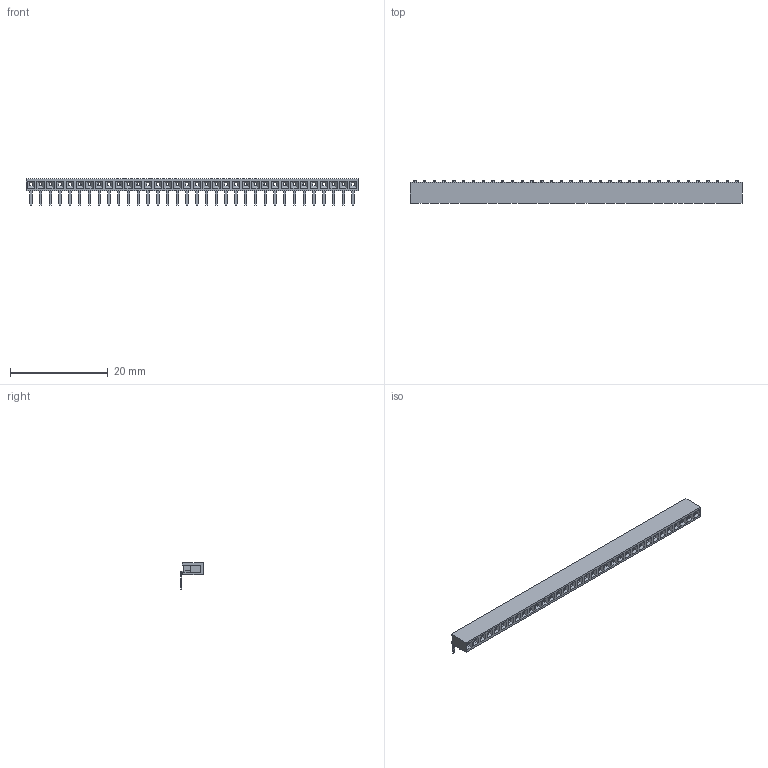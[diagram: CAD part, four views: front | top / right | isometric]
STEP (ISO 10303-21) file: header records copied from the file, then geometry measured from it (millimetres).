
FILE_DESCRIPTION(('STEP AP214'), '1');
FILE_NAME('PBS2-R1', '', ('UNSPECIFIED'), ('UNSPECIFIED'), 'ASCON STEP Converter 1.6', 'ASCON Math Kernel', '');
FILE_SCHEMA(('AUTOMOTIVE_DESIGN { 1 0 10303 214 3 1 1}'));
Length unit declared in the file: millimetre
Bounding box: 68 x 4.7 x 5.4 mm (x, y, z)
Volume: 469.9 mm3; surface area: 2669.5 mm2
Topology: 35 solids, 35 shells, 2220 faces, 6042 edges, 3892 vertices
Faces by surface type: plane 1710, cylinder 510
Entity records: 87142 total; most frequent: CARTESIAN_POINT 12155, ORIENTED_EDGE 12084, DIRECTION 11504, EDGE_CURVE 6042, LINE 5022, VECTOR 5022, VERTEX_POINT 3892, AXIS2_PLACEMENT_3D 3241
